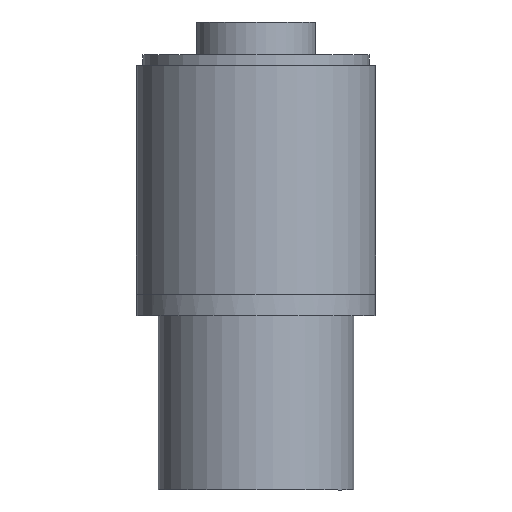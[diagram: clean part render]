
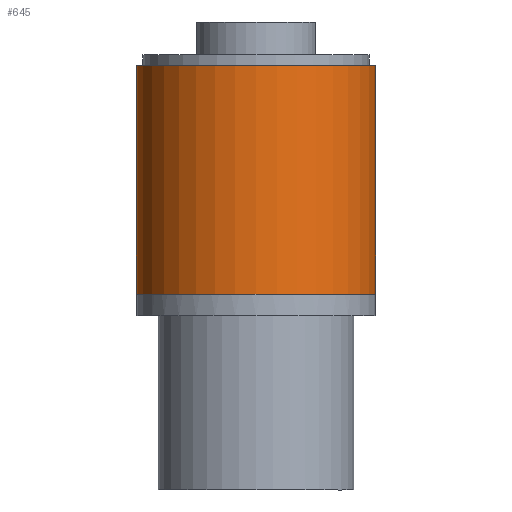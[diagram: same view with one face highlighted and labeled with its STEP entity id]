
A CAD part, left-side view. The second image highlights one B-rep face of the part: STEP entity #645.
In plain terms, the highlighted cylindrical face has radius 55 mm (diameter 110 mm), a partial arc.
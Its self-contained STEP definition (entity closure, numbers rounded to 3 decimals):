
#39 = DIRECTION ( 'NONE',  ( 0., 1., 0. ) ) ;
#43 = CARTESIAN_POINT ( 'NONE',  ( 0., 55., 77.63 ) ) ;
#47 = CARTESIAN_POINT ( 'NONE',  ( 0., 0., 77.63 ) ) ;
#56 = CIRCLE ( 'NONE', #260, 55. ) ;
#70 = CARTESIAN_POINT ( 'NONE',  ( 0., 55., 167.63 ) ) ;
#118 = ORIENTED_EDGE ( 'NONE', *, *, #1166, .T. ) ;
#149 = DIRECTION ( 'NONE',  ( 0., 1., 0. ) ) ;
#193 = LINE ( 'NONE', #954, #1030 ) ;
#228 = EDGE_CURVE ( 'NONE', #1065, #969, #350, .T. ) ;
#260 = AXIS2_PLACEMENT_3D ( 'NONE', #748, #1231, #39 ) ;
#271 = ORIENTED_EDGE ( 'NONE', *, *, #342, .T. ) ;
#273 = EDGE_CURVE ( 'NONE', #969, #286, #309, .T. ) ;
#286 = VERTEX_POINT ( 'NONE', #70 ) ;
#287 = DIRECTION ( 'NONE',  ( 0., 0., 1. ) ) ;
#309 = LINE ( 'NONE', #43, #830 ) ;
#342 = EDGE_CURVE ( 'NONE', #1065, #1241, #193, .T. ) ;
#350 = CIRCLE ( 'NONE', #602, 55. ) ;
#374 = DIRECTION ( 'NONE',  ( 0., 0., 1. ) ) ;
#409 = DIRECTION ( 'NONE',  ( 0., -1., 0. ) ) ;
#423 = AXIS2_PLACEMENT_3D ( 'NONE', #47, #287, #409 ) ;
#515 = ORIENTED_EDGE ( 'NONE', *, *, #228, .F. ) ;
#602 = AXIS2_PLACEMENT_3D ( 'NONE', #1497, #1462, #149 ) ;
#645 = ADVANCED_FACE ( 'NONE', ( #1261 ), #750, .T. ) ;
#706 = DIRECTION ( 'NONE',  ( 0., 0., 1. ) ) ;
#748 = CARTESIAN_POINT ( 'NONE',  ( 0., 0., 167.63 ) ) ;
#750 = CYLINDRICAL_SURFACE ( 'NONE', #423, 55. ) ;
#778 = CARTESIAN_POINT ( 'NONE',  ( 0., -55., 62.63 ) ) ;
#830 = VECTOR ( 'NONE', #374, 1000. ) ;
#851 = CARTESIAN_POINT ( 'NONE',  ( 0., 55., 62.63 ) ) ;
#924 = CARTESIAN_POINT ( 'NONE',  ( 0., -55., 167.63 ) ) ;
#954 = CARTESIAN_POINT ( 'NONE',  ( 0., -55., 77.63 ) ) ;
#969 = VERTEX_POINT ( 'NONE', #851 ) ;
#1030 = VECTOR ( 'NONE', #706, 1000. ) ;
#1065 = VERTEX_POINT ( 'NONE', #778 ) ;
#1096 = EDGE_LOOP ( 'NONE', ( #1488, #515, #271, #118 ) ) ;
#1166 = EDGE_CURVE ( 'NONE', #1241, #286, #56, .T. ) ;
#1231 = DIRECTION ( 'NONE',  ( 0., 0., -1. ) ) ;
#1241 = VERTEX_POINT ( 'NONE', #924 ) ;
#1261 = FACE_OUTER_BOUND ( 'NONE', #1096, .T. ) ;
#1462 = DIRECTION ( 'NONE',  ( 0., 0., -1. ) ) ;
#1488 = ORIENTED_EDGE ( 'NONE', *, *, #273, .F. ) ;
#1497 = CARTESIAN_POINT ( 'NONE',  ( 0., 0., 62.63 ) ) ;
